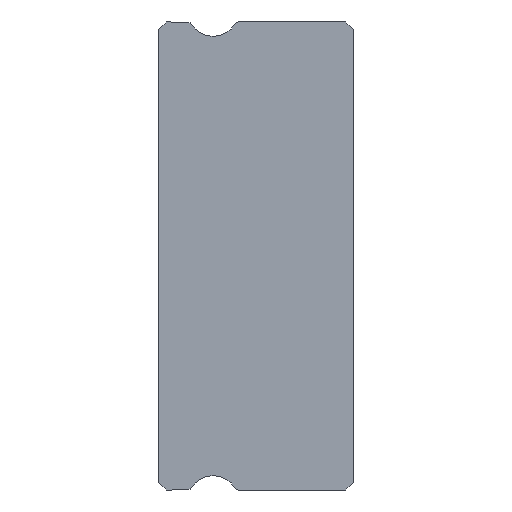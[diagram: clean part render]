
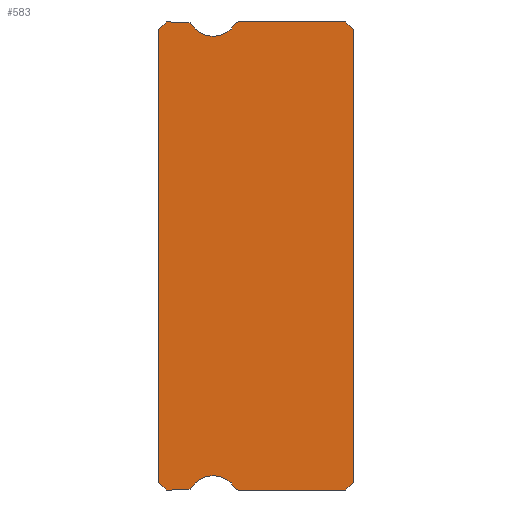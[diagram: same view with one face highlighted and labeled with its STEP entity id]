
A CAD part, left-side view. The second image highlights one B-rep face of the part: STEP entity #583.
In plain terms, the highlighted planar face has unit normal (-1, 0, 0).
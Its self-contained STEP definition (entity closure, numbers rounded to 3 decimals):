
#31 = VERTEX_POINT ( 'NONE', #2703 ) ;
#65 = VECTOR ( 'NONE', #3636, 1000. ) ;
#140 = EDGE_CURVE ( 'NONE', #3003, #3371, #3916, .T. ) ;
#169 = VERTEX_POINT ( 'NONE', #3522 ) ;
#197 = DIRECTION ( 'NONE',  ( 0., 0., -1. ) ) ;
#199 = EDGE_CURVE ( 'NONE', #1986, #1490, #2370, .T. ) ;
#201 = CARTESIAN_POINT ( 'NONE',  ( -10., 6.381, -9. ) ) ;
#211 = CIRCLE ( 'NONE', #2687, 0.15 ) ;
#245 = VECTOR ( 'NONE', #4143, 1000. ) ;
#287 = VERTEX_POINT ( 'NONE', #297 ) ;
#297 = CARTESIAN_POINT ( 'NONE',  ( -10., 7.5, -8.7 ) ) ;
#323 = LINE ( 'NONE', #2923, #65 ) ;
#344 = CIRCLE ( 'NONE', #4072, 1. ) ;
#352 = VERTEX_POINT ( 'NONE', #3386 ) ;
#400 = CIRCLE ( 'NONE', #1879, 0.15 ) ;
#449 = CARTESIAN_POINT ( 'NONE',  ( -10., 7.5, 8.7 ) ) ;
#488 = DIRECTION ( 'NONE',  ( 1., 0., 0. ) ) ;
#510 = ORIENTED_EDGE ( 'NONE', *, *, #1513, .F. ) ;
#553 = EDGE_CURVE ( 'NONE', #3719, #352, #400, .T. ) ;
#583 = ADVANCED_FACE ( 'NONE', ( #1464 ), #1485, .F. ) ;
#640 = CARTESIAN_POINT ( 'NONE',  ( -10., 4.419, -9. ) ) ;
#643 = VECTOR ( 'NONE', #4089, 1000. ) ;
#657 = CARTESIAN_POINT ( 'NONE',  ( -10., 6.253, -8.928 ) ) ;
#704 = ORIENTED_EDGE ( 'NONE', *, *, #2187, .F. ) ;
#728 = ORIENTED_EDGE ( 'NONE', *, *, #4041, .F. ) ;
#731 = CARTESIAN_POINT ( 'NONE',  ( -10., 5.4, 8.45 ) ) ;
#858 = ORIENTED_EDGE ( 'NONE', *, *, #553, .F. ) ;
#859 = VECTOR ( 'NONE', #1483, 1000. ) ;
#1011 = DIRECTION ( 'NONE',  ( 1., 0., 0. ) ) ;
#1052 = CARTESIAN_POINT ( 'NONE',  ( -10., 6.381, -9. ) ) ;
#1057 = DIRECTION ( 'NONE',  ( 0., -1., 0. ) ) ;
#1086 = VERTEX_POINT ( 'NONE', #657 ) ;
#1096 = CARTESIAN_POINT ( 'NONE',  ( -10., 6.381, 8.85 ) ) ;
#1119 = DIRECTION ( 'NONE',  ( 1., 0., 0. ) ) ;
#1183 = CARTESIAN_POINT ( 'NONE',  ( -10., 6.253, 8.928 ) ) ;
#1198 = CARTESIAN_POINT ( 'NONE',  ( -10., 0.3, 9. ) ) ;
#1270 = CIRCLE ( 'NONE', #4303, 1. ) ;
#1336 = ORIENTED_EDGE ( 'NONE', *, *, #140, .F. ) ;
#1385 = DIRECTION ( 'NONE',  ( -1., 0., 0. ) ) ;
#1388 = EDGE_CURVE ( 'NONE', #4278, #3565, #3478, .T. ) ;
#1415 = VECTOR ( 'NONE', #1057, 1000. ) ;
#1458 = VERTEX_POINT ( 'NONE', #3830 ) ;
#1464 = FACE_OUTER_BOUND ( 'NONE', #3504, .T. ) ;
#1483 = DIRECTION ( 'NONE',  ( 0., 0., 1. ) ) ;
#1485 = PLANE ( 'NONE',  #3006 ) ;
#1490 = VERTEX_POINT ( 'NONE', #731 ) ;
#1505 = DIRECTION ( 'NONE',  ( 1., 0., 0. ) ) ;
#1506 = CARTESIAN_POINT ( 'NONE',  ( -10., 5.4, 9.45 ) ) ;
#1513 = EDGE_CURVE ( 'NONE', #31, #1086, #1270, .T. ) ;
#1562 = CARTESIAN_POINT ( 'NONE',  ( -10., 0., 8.7 ) ) ;
#1577 = CIRCLE ( 'NONE', #3345, 0.15 ) ;
#1598 = LINE ( 'NONE', #2659, #3594 ) ;
#1635 = ORIENTED_EDGE ( 'NONE', *, *, #1875, .F. ) ;
#1637 = VECTOR ( 'NONE', #3572, 1000. ) ;
#1810 = CARTESIAN_POINT ( 'NONE',  ( -10., 7.2, 9. ) ) ;
#1811 = ORIENTED_EDGE ( 'NONE', *, *, #1895, .T. ) ;
#1845 = CIRCLE ( 'NONE', #3045, 0.15 ) ;
#1848 = ORIENTED_EDGE ( 'NONE', *, *, #2623, .F. ) ;
#1858 = DIRECTION ( 'NONE',  ( 1., 0., 0. ) ) ;
#1875 = EDGE_CURVE ( 'NONE', #1914, #1986, #211, .T. ) ;
#1879 = AXIS2_PLACEMENT_3D ( 'NONE', #2895, #1858, #3203 ) ;
#1895 = EDGE_CURVE ( 'NONE', #1914, #2028, #3825, .T. ) ;
#1914 = VERTEX_POINT ( 'NONE', #2227 ) ;
#1986 = VERTEX_POINT ( 'NONE', #1183 ) ;
#2028 = VERTEX_POINT ( 'NONE', #3883 ) ;
#2098 = VERTEX_POINT ( 'NONE', #640 ) ;
#2100 = DIRECTION ( 'NONE',  ( 0., 0., -1. ) ) ;
#2122 = ORIENTED_EDGE ( 'NONE', *, *, #3690, .F. ) ;
#2148 = CARTESIAN_POINT ( 'NONE',  ( -10., 7.5, 8.85 ) ) ;
#2187 = EDGE_CURVE ( 'NONE', #1490, #3719, #344, .T. ) ;
#2205 = DIRECTION ( 'NONE',  ( 0., -0.707, -0.707 ) ) ;
#2226 = CARTESIAN_POINT ( 'NONE',  ( -10., 4.547, 8.928 ) ) ;
#2227 = CARTESIAN_POINT ( 'NONE',  ( -10., 6.381, 9. ) ) ;
#2370 = CIRCLE ( 'NONE', #3852, 1. ) ;
#2407 = ORIENTED_EDGE ( 'NONE', *, *, #2579, .T. ) ;
#2468 = CARTESIAN_POINT ( 'NONE',  ( -10., 7.2, -9. ) ) ;
#2509 = LINE ( 'NONE', #4209, #1637 ) ;
#2545 = DIRECTION ( 'NONE',  ( 0., -0.707, -0.707 ) ) ;
#2579 = EDGE_CURVE ( 'NONE', #169, #3371, #1598, .T. ) ;
#2604 = CARTESIAN_POINT ( 'NONE',  ( -10., 5.4, -9.45 ) ) ;
#2623 = EDGE_CURVE ( 'NONE', #352, #3003, #323, .T. ) ;
#2624 = VECTOR ( 'NONE', #2205, 1000. ) ;
#2654 = CARTESIAN_POINT ( 'NONE',  ( -10., 7.2, -9. ) ) ;
#2659 = CARTESIAN_POINT ( 'NONE',  ( -10., 0., 8.7 ) ) ;
#2674 = LINE ( 'NONE', #449, #643 ) ;
#2687 = AXIS2_PLACEMENT_3D ( 'NONE', #1096, #1119, #2100 ) ;
#2703 = CARTESIAN_POINT ( 'NONE',  ( -10., 4.547, -8.928 ) ) ;
#2719 = CARTESIAN_POINT ( 'NONE',  ( -10., 0.3, -9. ) ) ;
#2729 = ORIENTED_EDGE ( 'NONE', *, *, #3411, .F. ) ;
#2775 = ORIENTED_EDGE ( 'NONE', *, *, #3406, .F. ) ;
#2855 = DIRECTION ( 'NONE',  ( 0., 0., -1. ) ) ;
#2884 = LINE ( 'NONE', #2468, #2624 ) ;
#2895 = CARTESIAN_POINT ( 'NONE',  ( -10., 4.419, 8.85 ) ) ;
#2900 = ORIENTED_EDGE ( 'NONE', *, *, #3766, .T. ) ;
#2914 = CARTESIAN_POINT ( 'NONE',  ( -10., 4.419, -8.85 ) ) ;
#2923 = CARTESIAN_POINT ( 'NONE',  ( -10., 6.381, 9. ) ) ;
#3003 = VERTEX_POINT ( 'NONE', #3632 ) ;
#3006 = AXIS2_PLACEMENT_3D ( 'NONE', #4179, #1505, #2855 ) ;
#3045 = AXIS2_PLACEMENT_3D ( 'NONE', #2914, #488, #3537 ) ;
#3081 = CARTESIAN_POINT ( 'NONE',  ( -10., 6.381, -8.85 ) ) ;
#3082 = CARTESIAN_POINT ( 'NONE',  ( -10., 5.4, 9.45 ) ) ;
#3117 = CARTESIAN_POINT ( 'NONE',  ( -10., 6.381, -9. ) ) ;
#3158 = EDGE_CURVE ( 'NONE', #2028, #1458, #2674, .T. ) ;
#3203 = DIRECTION ( 'NONE',  ( 0., 0., -1. ) ) ;
#3345 = AXIS2_PLACEMENT_3D ( 'NONE', #3081, #1011, #3794 ) ;
#3371 = VERTEX_POINT ( 'NONE', #1562 ) ;
#3386 = CARTESIAN_POINT ( 'NONE',  ( -10., 4.419, 9. ) ) ;
#3394 = DIRECTION ( 'NONE',  ( 0., 0., -1. ) ) ;
#3399 = DIRECTION ( 'NONE',  ( 0., 1., 0. ) ) ;
#3406 = EDGE_CURVE ( 'NONE', #2098, #31, #1845, .T. ) ;
#3411 = EDGE_CURVE ( 'NONE', #287, #1458, #3930, .T. ) ;
#3478 = LINE ( 'NONE', #3117, #1415 ) ;
#3504 = EDGE_LOOP ( 'NONE', ( #2729, #2900, #4211, #728, #510, #2775, #3638, #2122, #2407, #1336, #1848, #858, #704, #4117, #1635, #1811, #3900 ) ) ;
#3522 = CARTESIAN_POINT ( 'NONE',  ( -10., 0., -8.7 ) ) ;
#3537 = DIRECTION ( 'NONE',  ( 0., 0., -1. ) ) ;
#3557 = DIRECTION ( 'NONE',  ( -1., 0., 0. ) ) ;
#3565 = VERTEX_POINT ( 'NONE', #1052 ) ;
#3572 = DIRECTION ( 'NONE',  ( 0., 0.707, -0.707 ) ) ;
#3594 = VECTOR ( 'NONE', #3986, 1000. ) ;
#3632 = CARTESIAN_POINT ( 'NONE',  ( -10., 0.3, 9. ) ) ;
#3636 = DIRECTION ( 'NONE',  ( 0., -1., 0. ) ) ;
#3638 = ORIENTED_EDGE ( 'NONE', *, *, #4206, .F. ) ;
#3690 = EDGE_CURVE ( 'NONE', #169, #4279, #2509, .T. ) ;
#3719 = VERTEX_POINT ( 'NONE', #2226 ) ;
#3766 = EDGE_CURVE ( 'NONE', #287, #4278, #2884, .T. ) ;
#3794 = DIRECTION ( 'NONE',  ( 0., 0., -1. ) ) ;
#3825 = LINE ( 'NONE', #1810, #4001 ) ;
#3830 = CARTESIAN_POINT ( 'NONE',  ( -10., 7.5, 8.7 ) ) ;
#3852 = AXIS2_PLACEMENT_3D ( 'NONE', #1506, #4198, #4243 ) ;
#3883 = CARTESIAN_POINT ( 'NONE',  ( -10., 7.2, 9. ) ) ;
#3900 = ORIENTED_EDGE ( 'NONE', *, *, #3158, .T. ) ;
#3916 = LINE ( 'NONE', #1198, #4132 ) ;
#3930 = LINE ( 'NONE', #2148, #859 ) ;
#3960 = LINE ( 'NONE', #201, #245 ) ;
#3986 = DIRECTION ( 'NONE',  ( 0., 0., 1. ) ) ;
#4001 = VECTOR ( 'NONE', #3399, 1000. ) ;
#4041 = EDGE_CURVE ( 'NONE', #1086, #3565, #1577, .T. ) ;
#4072 = AXIS2_PLACEMENT_3D ( 'NONE', #3082, #1385, #3394 ) ;
#4089 = DIRECTION ( 'NONE',  ( 0., 0.707, -0.707 ) ) ;
#4117 = ORIENTED_EDGE ( 'NONE', *, *, #199, .F. ) ;
#4132 = VECTOR ( 'NONE', #2545, 1000. ) ;
#4143 = DIRECTION ( 'NONE',  ( 0., 1., 0. ) ) ;
#4179 = CARTESIAN_POINT ( 'NONE',  ( -10., 6.381, 8.85 ) ) ;
#4198 = DIRECTION ( 'NONE',  ( -1., 0., 0. ) ) ;
#4206 = EDGE_CURVE ( 'NONE', #4279, #2098, #3960, .T. ) ;
#4209 = CARTESIAN_POINT ( 'NONE',  ( -10., 0., -8.7 ) ) ;
#4211 = ORIENTED_EDGE ( 'NONE', *, *, #1388, .T. ) ;
#4243 = DIRECTION ( 'NONE',  ( 0., 0., -1. ) ) ;
#4278 = VERTEX_POINT ( 'NONE', #2654 ) ;
#4279 = VERTEX_POINT ( 'NONE', #2719 ) ;
#4303 = AXIS2_PLACEMENT_3D ( 'NONE', #2604, #3557, #197 ) ;
